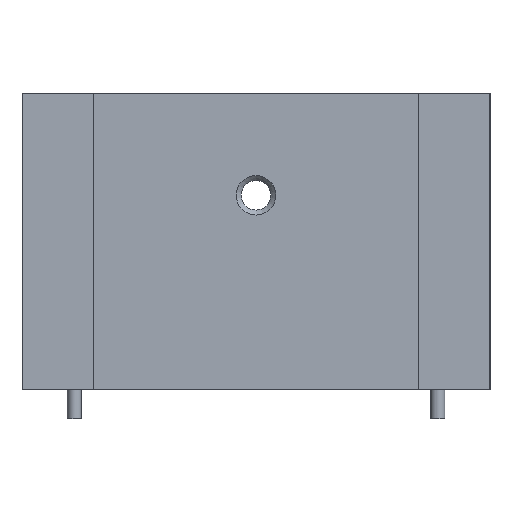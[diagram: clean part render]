
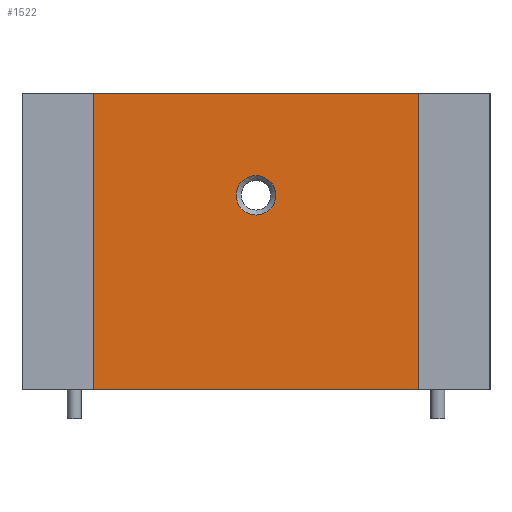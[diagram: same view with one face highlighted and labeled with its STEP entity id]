
A CAD part, front view. The second image highlights one B-rep face of the part: STEP entity #1522.
In plain terms, the highlighted planar face has unit normal (0, -1, 0).
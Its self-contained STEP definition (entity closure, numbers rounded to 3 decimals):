
#58 = EDGE_CURVE ( 'NONE', #635, #635, #192, .T. ) ;
#64 = VERTEX_POINT ( 'NONE', #953 ) ;
#137 = DIRECTION ( 'NONE',  ( 0., 0., 1. ) ) ;
#163 = VERTEX_POINT ( 'NONE', #796 ) ;
#192 = CIRCLE ( 'NONE', #552, 2. ) ;
#198 = VERTEX_POINT ( 'NONE', #950 ) ;
#286 = DIRECTION ( 'NONE',  ( 0., 0., -1. ) ) ;
#323 = CARTESIAN_POINT ( 'NONE',  ( 16.5, -0.5, 15. ) ) ;
#339 = ORIENTED_EDGE ( 'NONE', *, *, #653, .F. ) ;
#342 = EDGE_CURVE ( 'NONE', #198, #764, #1024, .T. ) ;
#411 = LINE ( 'NONE', #536, #1065 ) ;
#415 = VECTOR ( 'NONE', #748, 1000. ) ;
#422 = FACE_OUTER_BOUND ( 'NONE', #684, .T. ) ;
#530 = VECTOR ( 'NONE', #1446, 1000. ) ;
#536 = CARTESIAN_POINT ( 'NONE',  ( -16.5, -0.5, 15. ) ) ;
#546 = EDGE_LOOP ( 'NONE', ( #913 ) ) ;
#552 = AXIS2_PLACEMENT_3D ( 'NONE', #806, #1576, #1316 ) ;
#576 = VECTOR ( 'NONE', #1394, 1000. ) ;
#635 = VERTEX_POINT ( 'NONE', #1261 ) ;
#653 = EDGE_CURVE ( 'NONE', #163, #64, #1440, .T. ) ;
#654 = DIRECTION ( 'NONE',  ( 0., 1., 0. ) ) ;
#684 = EDGE_LOOP ( 'NONE', ( #1229, #702, #339, #1097 ) ) ;
#702 = ORIENTED_EDGE ( 'NONE', *, *, #1090, .F. ) ;
#719 = LINE ( 'NONE', #323, #415 ) ;
#748 = DIRECTION ( 'NONE',  ( 0., 0., -1. ) ) ;
#764 = VERTEX_POINT ( 'NONE', #1635 ) ;
#780 = PLANE ( 'NONE',  #927 ) ;
#796 = CARTESIAN_POINT ( 'NONE',  ( -16.5, -0.5, 15. ) ) ;
#806 = CARTESIAN_POINT ( 'NONE',  ( 0., -0.5, 4.65 ) ) ;
#913 = ORIENTED_EDGE ( 'NONE', *, *, #58, .T. ) ;
#927 = AXIS2_PLACEMENT_3D ( 'NONE', #1283, #654, #137 ) ;
#950 = CARTESIAN_POINT ( 'NONE',  ( -16.5, -0.5, -15. ) ) ;
#953 = CARTESIAN_POINT ( 'NONE',  ( 16.5, -0.5, 15. ) ) ;
#1024 = LINE ( 'NONE', #1284, #576 ) ;
#1065 = VECTOR ( 'NONE', #286, 1000. ) ;
#1090 = EDGE_CURVE ( 'NONE', #64, #764, #719, .T. ) ;
#1097 = ORIENTED_EDGE ( 'NONE', *, *, #1469, .T. ) ;
#1181 = CARTESIAN_POINT ( 'NONE',  ( 16.5, -0.5, 15. ) ) ;
#1229 = ORIENTED_EDGE ( 'NONE', *, *, #342, .T. ) ;
#1261 = CARTESIAN_POINT ( 'NONE',  ( 0., -0.5, 6.65 ) ) ;
#1283 = CARTESIAN_POINT ( 'NONE',  ( 16.5, -0.5, 15. ) ) ;
#1284 = CARTESIAN_POINT ( 'NONE',  ( 16.5, -0.5, -15. ) ) ;
#1316 = DIRECTION ( 'NONE',  ( 0., 0., 1. ) ) ;
#1394 = DIRECTION ( 'NONE',  ( 1., 0., 0. ) ) ;
#1422 = FACE_BOUND ( 'NONE', #546, .T. ) ;
#1440 = LINE ( 'NONE', #1181, #530 ) ;
#1446 = DIRECTION ( 'NONE',  ( 1., 0., 0. ) ) ;
#1469 = EDGE_CURVE ( 'NONE', #163, #198, #411, .T. ) ;
#1522 = ADVANCED_FACE ( 'NONE', ( #1422, #422 ), #780, .F. ) ;
#1576 = DIRECTION ( 'NONE',  ( 0., 1., 0. ) ) ;
#1635 = CARTESIAN_POINT ( 'NONE',  ( 16.5, -0.5, -15. ) ) ;
